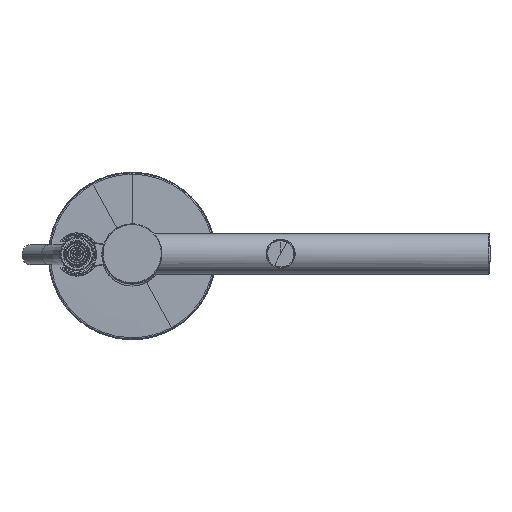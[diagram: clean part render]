
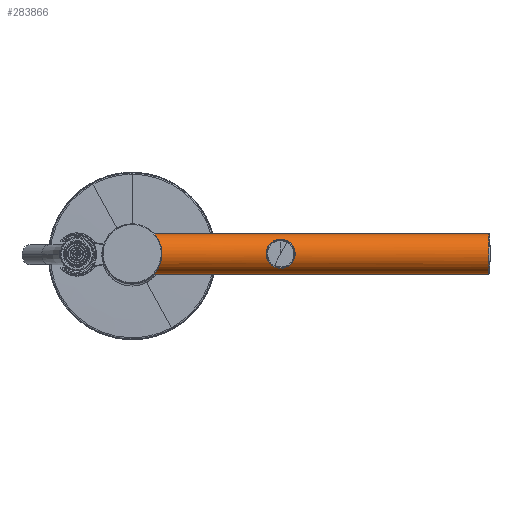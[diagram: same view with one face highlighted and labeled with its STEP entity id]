
A CAD part, top view. The second image highlights one B-rep face of the part: STEP entity #283866.
In plain terms, the highlighted cylindrical face has radius 15 mm (diameter 30 mm), a partial arc.
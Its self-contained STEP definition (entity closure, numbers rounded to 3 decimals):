
#282556=CARTESIAN_POINT(' ',(264.2,-15.,0.));
#282561=DIRECTION(' ',(-1.,0.,0.));
#282566=VECTOR(' ',#282561,1.);
#282571=LINE('',#282556,#282566);
#282576=CARTESIAN_POINT(' ',(264.2,-15.,0.));
#282577=VERTEX_POINT(' ',#282576);
#282581=CARTESIAN_POINT(' ',(0.,-15.,0.));
#282582=VERTEX_POINT(' ',#282581);
#282586=EDGE_CURVE(' ',#282577,#282582,#282571,.T.);
#282621=CARTESIAN_POINT(' ',(0.,15.,0.));
#282622=VERTEX_POINT(' ',#282621);
#282636=CARTESIAN_POINT(' ',(264.2,15.,0.));
#282641=DIRECTION(' ',(-1.,0.,0.));
#282646=VECTOR(' ',#282641,1.);
#282651=LINE('',#282636,#282646);
#282656=CARTESIAN_POINT(' ',(264.2,15.,0.));
#282657=VERTEX_POINT(' ',#282656);
#282661=EDGE_CURVE(' ',#282657,#282622,#282651,.T.);
#283501=CARTESIAN_POINT(' ',(131.89,0.,0.));
#283506=DIRECTION(' ',(1.,0.,0.));
#283511=DIRECTION(' ',(0.,1.,0.));
#283516=AXIS2_PLACEMENT_3D(' ',#283501,#283506,#283511);
#283521=CYLINDRICAL_SURFACE(' ',#283516,15.);
#283526=ORIENTED_EDGE(' ',*,*,#282661,.T.);
#283531=CARTESIAN_POINT(' ',(0.,0.,0.));
#283536=DIRECTION(' ',(1.,0.,0.));
#283541=DIRECTION(' ',(0.,1.,0.));
#283546=AXIS2_PLACEMENT_3D(' ',#283531,#283536,#283541);
#283551=CIRCLE('',#283546,15.);
#283556=EDGE_CURVE(' ',#282622,#282582,#283551,.T.);
#283561=ORIENTED_EDGE(' ',*,*,#283556,.T.);
#283566=ORIENTED_EDGE(' ',*,*,#282586,.F.);
#283571=CARTESIAN_POINT(' ',(264.2,0.,0.));
#283576=DIRECTION(' ',(1.,0.,0.));
#283581=DIRECTION(' ',(0.,1.,0.));
#283586=AXIS2_PLACEMENT_3D(' ',#283571,#283576,#283581);
#283591=CIRCLE('',#283586,15.);
#283596=EDGE_CURVE(' ',#282657,#282577,#283591,.T.);
#283601=ORIENTED_EDGE(' ',*,*,#283596,.F.);
#283606=EDGE_LOOP(' ',(#283526,#283561,#283566,#283601));
#283611=FACE_OUTER_BOUND(' ',#283606,.T.);
#283616=CARTESIAN_POINT(' ',(106.932,5.617,13.909));
#283621=CARTESIAN_POINT(' ',(106.072,5.147,14.098));
#283626=CARTESIAN_POINT(' ',(105.318,4.47,14.342));
#283631=CARTESIAN_POINT(' ',(104.297,3.015,14.71));
#283636=CARTESIAN_POINT(' ',(103.951,2.246,14.853));
#283641=CARTESIAN_POINT(' ',(103.579,0.639,15.008));
#283646=CARTESIAN_POINT(' ',(103.554,-0.154,15.02));
#283651=CARTESIAN_POINT(' ',(103.783,-1.711,14.922));
#283656=CARTESIAN_POINT(' ',(104.053,-2.501,14.807));
#283661=CARTESIAN_POINT(' ',(104.802,-3.795,14.525));
#283666=CARTESIAN_POINT(' ',(105.216,-4.303,14.377));
#283671=CARTESIAN_POINT(' ',(106.201,-5.193,14.08));
#283676=CARTESIAN_POINT(' ',(106.788,-5.579,13.927));
#283681=CARTESIAN_POINT(' ',(108.052,-6.135,13.691));
#283686=CARTESIAN_POINT(' ',(108.741,-6.309,13.609));
#283691=CARTESIAN_POINT(' ',(110.17,-6.446,13.545));
#283696=CARTESIAN_POINT(' ',(110.925,-6.38,13.578));
#283701=CARTESIAN_POINT(' ',(112.14,-6.051,13.726));
#283706=CARTESIAN_POINT(' ',(112.608,-5.868,13.807));
#283711=CARTESIAN_POINT(' ',(113.068,-5.617,13.909));
#283716=B_SPLINE_CURVE_WITH_KNOTS('',3,(#283616,#283621,#283626,#283631,#283636,#283641,#283646,#283651,#283656,#283661,#283666,#283671,#283676,#283681,#283686,#283691,#283696,#283701,#283706,#283711),.UNSPECIFIED.,.F.,.U.,(4,2,2,2,2,2,2,2,2,4),(0.,0.144,0.264,0.384,0.504,0.604,0.704,0.804,0.924,1.),.UNSPECIFIED.);
#283721=CARTESIAN_POINT(' ',(106.932,5.617,13.909));
#283722=VERTEX_POINT(' ',#283721);
#283726=CARTESIAN_POINT(' ',(113.068,-5.617,13.909));
#283727=VERTEX_POINT(' ',#283726);
#283731=EDGE_CURVE(' ',#283722,#283727,#283716,.T.);
#283736=ORIENTED_EDGE(' ',*,*,#283731,.F.);
#283741=CARTESIAN_POINT(' ',(113.068,-5.617,13.909));
#283746=CARTESIAN_POINT(' ',(113.928,-5.147,14.098));
#283751=CARTESIAN_POINT(' ',(114.682,-4.47,14.342));
#283756=CARTESIAN_POINT(' ',(115.703,-3.015,14.71));
#283761=CARTESIAN_POINT(' ',(116.049,-2.246,14.853));
#283766=CARTESIAN_POINT(' ',(116.421,-0.639,15.008));
#283771=CARTESIAN_POINT(' ',(116.446,0.154,15.02));
#283776=CARTESIAN_POINT(' ',(116.217,1.711,14.922));
#283781=CARTESIAN_POINT(' ',(115.947,2.501,14.807));
#283786=CARTESIAN_POINT(' ',(115.198,3.795,14.525));
#283791=CARTESIAN_POINT(' ',(114.784,4.303,14.377));
#283796=CARTESIAN_POINT(' ',(113.799,5.193,14.08));
#283801=CARTESIAN_POINT(' ',(113.212,5.579,13.927));
#283806=CARTESIAN_POINT(' ',(111.948,6.135,13.691));
#283811=CARTESIAN_POINT(' ',(111.259,6.309,13.609));
#283816=CARTESIAN_POINT(' ',(109.83,6.446,13.545));
#283821=CARTESIAN_POINT(' ',(109.075,6.38,13.578));
#283826=CARTESIAN_POINT(' ',(107.86,6.051,13.726));
#283831=CARTESIAN_POINT(' ',(107.392,5.868,13.807));
#283836=CARTESIAN_POINT(' ',(106.932,5.617,13.909));
#283841=B_SPLINE_CURVE_WITH_KNOTS('',3,(#283741,#283746,#283751,#283756,#283761,#283766,#283771,#283776,#283781,#283786,#283791,#283796,#283801,#283806,#283811,#283816,#283821,#283826,#283831,#283836),.UNSPECIFIED.,.F.,.U.,(4,2,2,2,2,2,2,2,2,4),(0.,0.144,0.264,0.384,0.504,0.604,0.704,0.804,0.924,1.),.UNSPECIFIED.);
#283846=EDGE_CURVE(' ',#283727,#283722,#283841,.T.);
#283851=ORIENTED_EDGE(' ',*,*,#283846,.F.);
#283856=EDGE_LOOP(' ',(#283736,#283851));
#283861=FACE_BOUND(' ',#283856,.T.);
#283866=ADVANCED_FACE('',(#283611,#283861),#283521,.T.);
